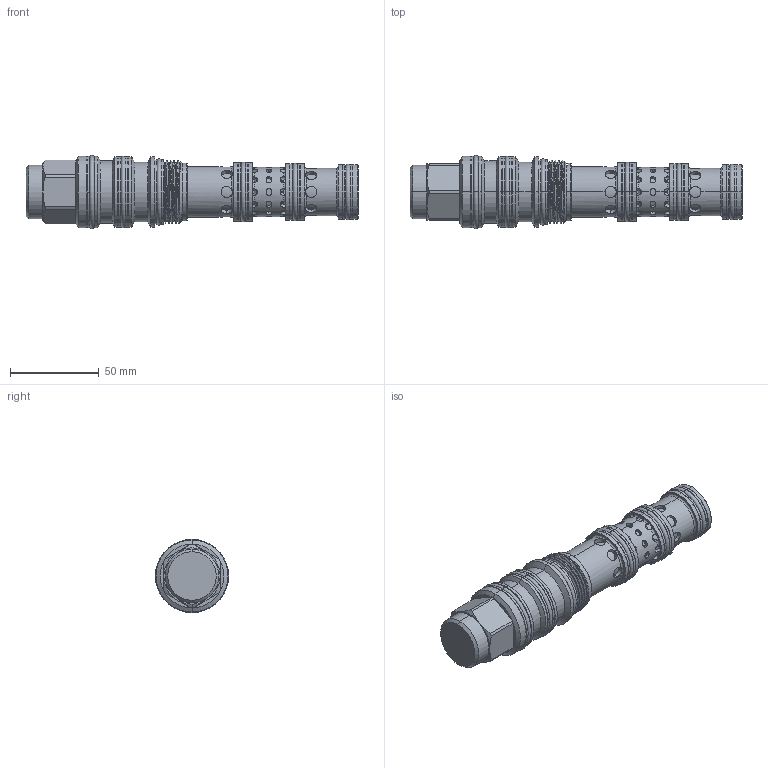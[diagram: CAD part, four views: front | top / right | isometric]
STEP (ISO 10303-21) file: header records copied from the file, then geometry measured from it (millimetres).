
FILE_DESCRIPTION (( 'STEP AP203' ), '1' );
FILE_NAME ('DC63A6E26N.STEP', '2024-07-01T07:32:44', ( '' ), ( '' ), 'SwSTEP 2.0', 'SolidWorks 2018', '' );
FILE_SCHEMA (( 'CONFIG_CONTROL_DESIGN' ));
Length unit declared in the file: millimetre
Products named in the file (1): DC63A6E26N
Bounding box: 186.65 x 41.18 x 41.18 mm (x, y, z)
Volume: 150941.6 mm3; surface area: 29485.1 mm2
Topology: 1 solids, 1 shells, 627 faces, 1575 edges, 1002 vertices
Faces by surface type: cylinder 339, plane 156, torus 71, cone 42, bspline 19
Entity records: 25433 total; most frequent: CARTESIAN_POINT 11358, ORIENTED_EDGE 3150, DIRECTION 2718, EDGE_CURVE 1575, AXIS2_PLACEMENT_3D 1146, VERTEX_POINT 1002, EDGE_LOOP 681, FACE_OUTER_BOUND 627
